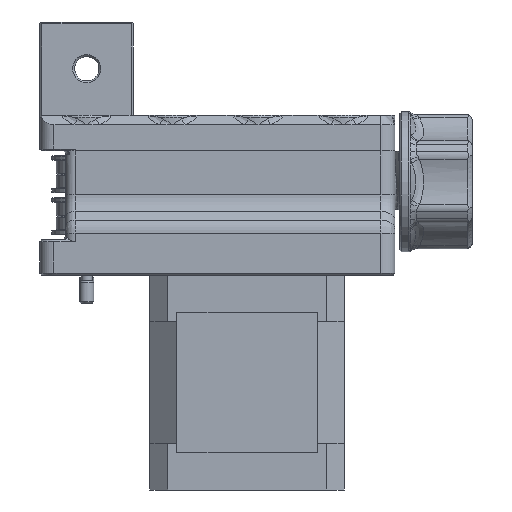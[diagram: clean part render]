
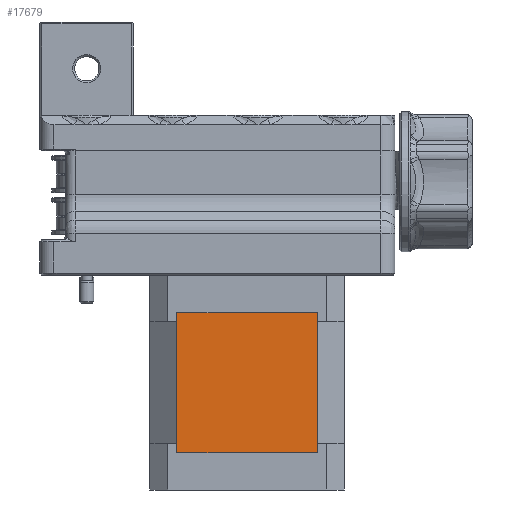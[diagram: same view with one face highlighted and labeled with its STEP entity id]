
A CAD part, front view. The second image highlights one B-rep face of the part: STEP entity #17679.
In plain terms, the highlighted face is planar.
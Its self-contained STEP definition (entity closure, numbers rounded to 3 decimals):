
#971=PLANE('',#19042);
#1793=FACE_OUTER_BOUND('',#2920,.T.);
#2920=EDGE_LOOP('',(#14743,#14744,#14745,#14746));
#5314=LINE('',#38577,#6620);
#5319=LINE('',#38586,#6625);
#5321=LINE('',#38591,#6627);
#5357=LINE('',#38666,#6663);
#6620=VECTOR('',#22217,1000.);
#6625=VECTOR('',#22224,1000.);
#6627=VECTOR('',#22228,1000.);
#6663=VECTOR('',#22300,1000.);
#8231=VERTEX_POINT('',#38574);
#8232=VERTEX_POINT('',#38576);
#8235=VERTEX_POINT('',#38584);
#8237=VERTEX_POINT('',#38589);
#10460=EDGE_CURVE('',#8231,#8232,#5314,.T.);
#10465=EDGE_CURVE('',#8235,#8231,#5319,.T.);
#10467=EDGE_CURVE('',#8237,#8235,#5321,.T.);
#10503=EDGE_CURVE('',#8232,#8237,#5357,.T.);
#14743=ORIENTED_EDGE('',*,*,#10467,.F.);
#14744=ORIENTED_EDGE('',*,*,#10503,.F.);
#14745=ORIENTED_EDGE('',*,*,#10460,.F.);
#14746=ORIENTED_EDGE('',*,*,#10465,.F.);
#17679=ADVANCED_FACE('',(#1793),#971,.F.);
#19042=AXIS2_PLACEMENT_3D('',#38665,#22298,#22299);
#22217=DIRECTION('',(0.,0.,-1.));
#22224=DIRECTION('',(-1.,0.,0.));
#22228=DIRECTION('',(0.,0.,1.));
#22298=DIRECTION('center_axis',(0.,-1.,0.));
#22299=DIRECTION('ref_axis',(-1.,0.,0.));
#22300=DIRECTION('',(1.,0.,0.));
#38574=CARTESIAN_POINT('',(-15.,20.314,38.));
#38576=CARTESIAN_POINT('',(-15.,20.314,8.));
#38577=CARTESIAN_POINT('',(-15.,20.314,38.));
#38584=CARTESIAN_POINT('',(15.,20.314,38.));
#38586=CARTESIAN_POINT('',(15.,20.314,38.));
#38589=CARTESIAN_POINT('',(15.,20.314,8.));
#38591=CARTESIAN_POINT('',(15.,20.314,8.));
#38665=CARTESIAN_POINT('Origin',(0.,20.314,23.));
#38666=CARTESIAN_POINT('',(-15.,20.314,8.));
